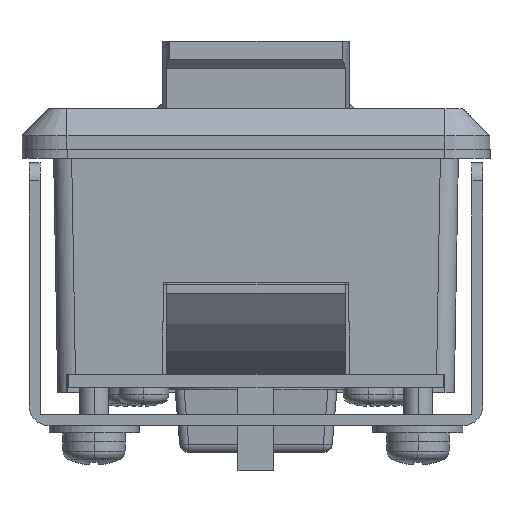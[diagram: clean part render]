
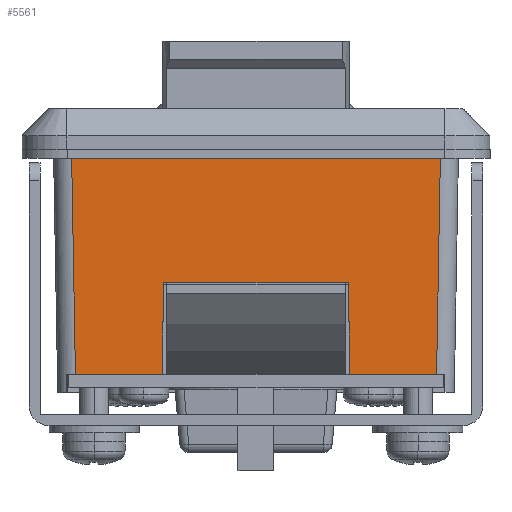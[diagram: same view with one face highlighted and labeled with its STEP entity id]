
A CAD part, left-side view. The second image highlights one B-rep face of the part: STEP entity #5561.
In plain terms, the highlighted planar face has unit normal (-1, 0, -0.018).
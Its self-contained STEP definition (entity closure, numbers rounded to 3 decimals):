
#30 = VERTEX_POINT ( 'NONE', #4458 ) ;
#126 = EDGE_CURVE ( 'NONE', #30, #399, #14507, .T. ) ;
#264 = CARTESIAN_POINT ( 'NONE',  ( 3.004, -10.004, -0.218 ) ) ;
#399 = VERTEX_POINT ( 'NONE', #2424 ) ;
#550 = CARTESIAN_POINT ( 'NONE',  ( 3., 20.5, 0. ) ) ;
#968 = VECTOR ( 'NONE', #2849, 1000. ) ;
#1302 = CARTESIAN_POINT ( 'NONE',  ( 2.99, 9.99, 0.567 ) ) ;
#1331 = EDGE_CURVE ( 'NONE', #11529, #4443, #13584, .T. ) ;
#1688 = VERTEX_POINT ( 'NONE', #8093 ) ;
#2424 = CARTESIAN_POINT ( 'NONE',  ( 3.436, 10.436, -25. ) ) ;
#2849 = DIRECTION ( 'NONE',  ( 0.017, -0.017, -1. ) ) ;
#3240 = ORIENTED_EDGE ( 'NONE', *, *, #3872, .T. ) ;
#3825 = VERTEX_POINT ( 'NONE', #550 ) ;
#3872 = EDGE_CURVE ( 'NONE', #10920, #8299, #11583, .T. ) ;
#4039 = DIRECTION ( 'NONE',  ( -0.017, -0.017, 1. ) ) ;
#4089 = VECTOR ( 'NONE', #11079, 1000. ) ;
#4156 = ORIENTED_EDGE ( 'NONE', *, *, #16761, .T. ) ;
#4260 = LINE ( 'NONE', #15099, #16108 ) ;
#4278 = CARTESIAN_POINT ( 'NONE',  ( 3., -22.5, 0. ) ) ;
#4428 = DIRECTION ( 'NONE',  ( 0., 1., 0. ) ) ;
#4443 = VERTEX_POINT ( 'NONE', #16422 ) ;
#4458 = CARTESIAN_POINT ( 'NONE',  ( 3.436, 20.064, -25. ) ) ;
#4959 = VECTOR ( 'NONE', #17080, 1000. ) ;
#5389 = ORIENTED_EDGE ( 'NONE', *, *, #15569, .T. ) ;
#5561 = ADVANCED_FACE ( 'NONE', ( #11053 ), #12550, .T. ) ;
#5645 = AXIS2_PLACEMENT_3D ( 'NONE', #4278, #9688, #13959 ) ;
#5659 = CARTESIAN_POINT ( 'NONE',  ( 3.436, -22.5, -25. ) ) ;
#5765 = LINE ( 'NONE', #264, #968 ) ;
#5910 = DIRECTION ( 'NONE',  ( 0., -1., 0. ) ) ;
#7348 = ORIENTED_EDGE ( 'NONE', *, *, #12002, .T. ) ;
#7781 = LINE ( 'NONE', #17384, #15807 ) ;
#8093 = CARTESIAN_POINT ( 'NONE',  ( 3.436, -10.436, -25. ) ) ;
#8299 = VERTEX_POINT ( 'NONE', #15453 ) ;
#8387 = LINE ( 'NONE', #5659, #9534 ) ;
#9534 = VECTOR ( 'NONE', #5910, 1000. ) ;
#9688 = DIRECTION ( 'NONE',  ( -1., 0., -0.017 ) ) ;
#9920 = EDGE_CURVE ( 'NONE', #4443, #3825, #4260, .T. ) ;
#10817 = CARTESIAN_POINT ( 'NONE',  ( 2.999, -20.501, 0.035 ) ) ;
#10888 = CARTESIAN_POINT ( 'NONE',  ( 3.258, 10.258, -14.8 ) ) ;
#10920 = VERTEX_POINT ( 'NONE', #10888 ) ;
#11053 = FACE_OUTER_BOUND ( 'NONE', #12280, .T. ) ;
#11079 = DIRECTION ( 'NONE',  ( -0.017, -0.017, 1. ) ) ;
#11529 = VERTEX_POINT ( 'NONE', #17544 ) ;
#11583 = LINE ( 'NONE', #11866, #4959 ) ;
#11623 = ORIENTED_EDGE ( 'NONE', *, *, #1331, .T. ) ;
#11866 = CARTESIAN_POINT ( 'NONE',  ( 3.258, -22.5, -14.8 ) ) ;
#12002 = EDGE_CURVE ( 'NONE', #8299, #1688, #5765, .T. ) ;
#12280 = EDGE_LOOP ( 'NONE', ( #16556, #5389, #3240, #7348, #13514, #11623, #14530, #4156 ) ) ;
#12550 = PLANE ( 'NONE',  #5645 ) ;
#13481 = LINE ( 'NONE', #1302, #14636 ) ;
#13514 = ORIENTED_EDGE ( 'NONE', *, *, #15724, .T. ) ;
#13584 = LINE ( 'NONE', #10817, #4089 ) ;
#13959 = DIRECTION ( 'NONE',  ( -0.017, 0., 1. ) ) ;
#14507 = LINE ( 'NONE', #15639, #15687 ) ;
#14530 = ORIENTED_EDGE ( 'NONE', *, *, #9920, .T. ) ;
#14544 = DIRECTION ( 'NONE',  ( 0.017, -0.017, -1. ) ) ;
#14636 = VECTOR ( 'NONE', #4039, 1000. ) ;
#15099 = CARTESIAN_POINT ( 'NONE',  ( 3., -22.5, 0. ) ) ;
#15453 = CARTESIAN_POINT ( 'NONE',  ( 3.258, -10.258, -14.8 ) ) ;
#15569 = EDGE_CURVE ( 'NONE', #399, #10920, #13481, .T. ) ;
#15639 = CARTESIAN_POINT ( 'NONE',  ( 3.436, -22.5, -25. ) ) ;
#15687 = VECTOR ( 'NONE', #17260, 1000. ) ;
#15724 = EDGE_CURVE ( 'NONE', #1688, #11529, #8387, .T. ) ;
#15807 = VECTOR ( 'NONE', #14544, 1000. ) ;
#16108 = VECTOR ( 'NONE', #4428, 1000. ) ;
#16422 = CARTESIAN_POINT ( 'NONE',  ( 3., -20.5, 0. ) ) ;
#16556 = ORIENTED_EDGE ( 'NONE', *, *, #126, .T. ) ;
#16761 = EDGE_CURVE ( 'NONE', #3825, #30, #7781, .T. ) ;
#17080 = DIRECTION ( 'NONE',  ( 0., -1., 0. ) ) ;
#17260 = DIRECTION ( 'NONE',  ( 0., -1., 0. ) ) ;
#17384 = CARTESIAN_POINT ( 'NONE',  ( 3.013, 20.487, -0.75 ) ) ;
#17544 = CARTESIAN_POINT ( 'NONE',  ( 3.436, -20.064, -25. ) ) ;
